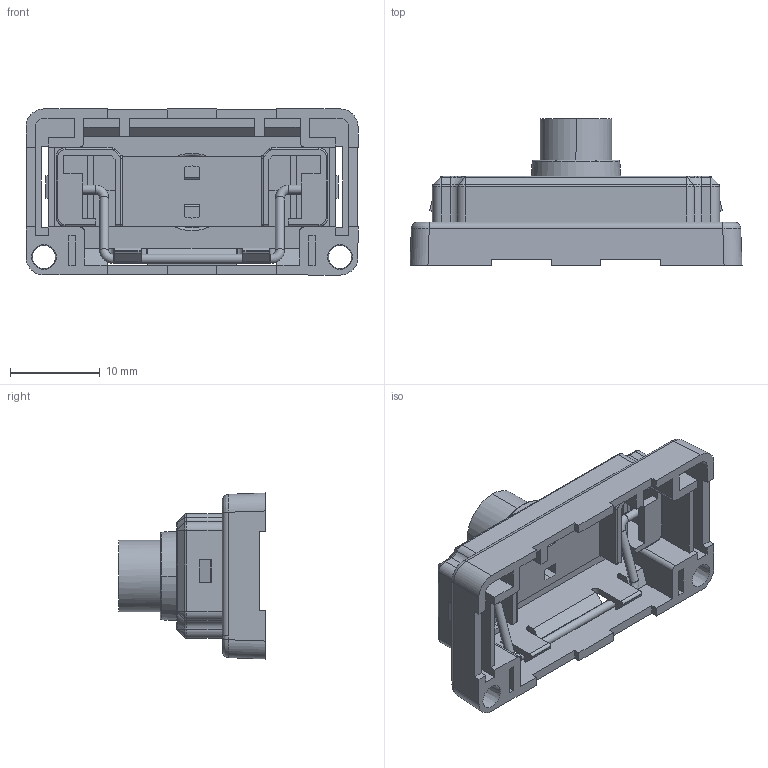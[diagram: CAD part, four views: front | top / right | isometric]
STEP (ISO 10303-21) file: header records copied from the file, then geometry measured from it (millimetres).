
FILE_DESCRIPTION (( 'STEP AP214' ), '1' );
FILE_NAME ('Topre_2U.STEP', '2024-03-09T19:37:23', ( '' ), ( '' ), 'SwSTEP 2.0', 'SolidWorks 2019', '' );
FILE_SCHEMA (( 'AUTOMOTIVE_DESIGN' ));
Length unit declared in the file: millimetre
Products named in the file (4): Topre_2U; Topre_2U_Wire; Topre_2U_Housing; Topre_2U_Slider
Assembly tree (3 placements, depth 2):
  Topre_2U
    Topre_2U_Housing
    Topre_2U_Slider
    Topre_2U_Wire
Bounding box: 37 x 16.35 x 18.5 mm (x, y, z)
Volume: 2164.6 mm3; surface area: 4824.1 mm2
Topology: 3 solids, 3 shells, 410 faces, 1083 edges, 662 vertices
Faces by surface type: plane 202, cylinder 107, torus 55, bspline 26, cone 18, sphere 2
Entity records: 14806 total; most frequent: CARTESIAN_POINT 4616, ORIENTED_EDGE 2146, DIRECTION 2068, EDGE_CURVE 1073, VECTOR 696, LINE 696, AXIS2_PLACEMENT_3D 686, VERTEX_POINT 662
